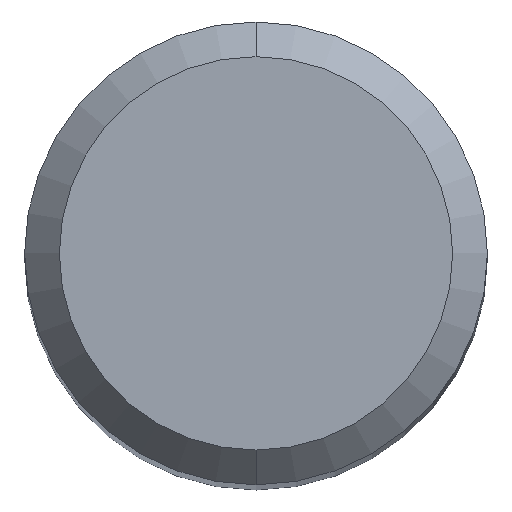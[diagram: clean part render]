
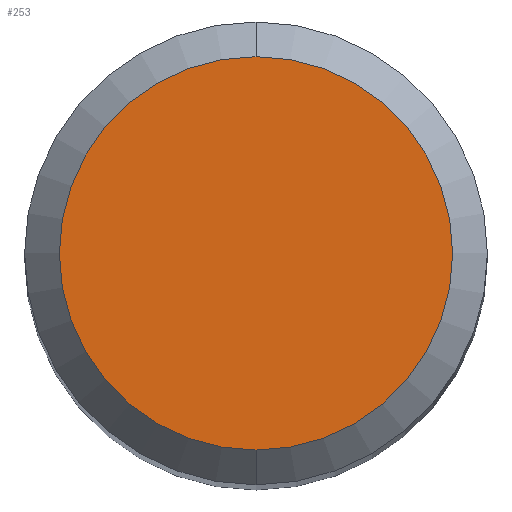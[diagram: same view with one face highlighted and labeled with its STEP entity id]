
A CAD part, top view. The second image highlights one B-rep face of the part: STEP entity #253.
In plain terms, the highlighted planar face has unit normal (0, 0, 1).
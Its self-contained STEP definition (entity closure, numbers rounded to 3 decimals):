
#253=ADVANCED_FACE('',(#545),#546,.T.);
#267=EDGE_CURVE('',#279,#303,#561,.T.);
#279=VERTEX_POINT('',#575);
#287=EDGE_CURVE('',#303,#279,#583,.T.);
#303=VERTEX_POINT('',#600);
#545=FACE_OUTER_BOUND('',#966,.T.);
#546=PLANE('',#967);
#561=CIRCLE('',#986,1.7);
#575=CARTESIAN_POINT('',(0.,-1.7,0.0));
#583=CIRCLE('',#1025,1.7);
#600=CARTESIAN_POINT('',(0.0,1.7,0.0));
#966=EDGE_LOOP('',(#1472,#1473));
#967=AXIS2_PLACEMENT_3D('',#1474,#1475,#1476);
#986=AXIS2_PLACEMENT_3D('',#1494,#1495,#1496);
#1025=AXIS2_PLACEMENT_3D('',#1518,#1519,#1520);
#1472=ORIENTED_EDGE('',*,*,#287,.F.);
#1473=ORIENTED_EDGE('',*,*,#267,.F.);
#1474=CARTESIAN_POINT('',(0.0,0.85,0.0));
#1475=DIRECTION('',(-0.0,0.0,1.0));
#1476=DIRECTION('',(0.0,-1.0,0.0));
#1494=CARTESIAN_POINT('',(0.0,0.0,0.0));
#1495=DIRECTION('',(0.0,0.0,-1.0));
#1496=DIRECTION('',(0.0,1.0,0.0));
#1518=CARTESIAN_POINT('',(0.0,0.0,0.0));
#1519=DIRECTION('',(0.0,0.0,-1.0));
#1520=DIRECTION('',(0.0,1.0,0.0));
